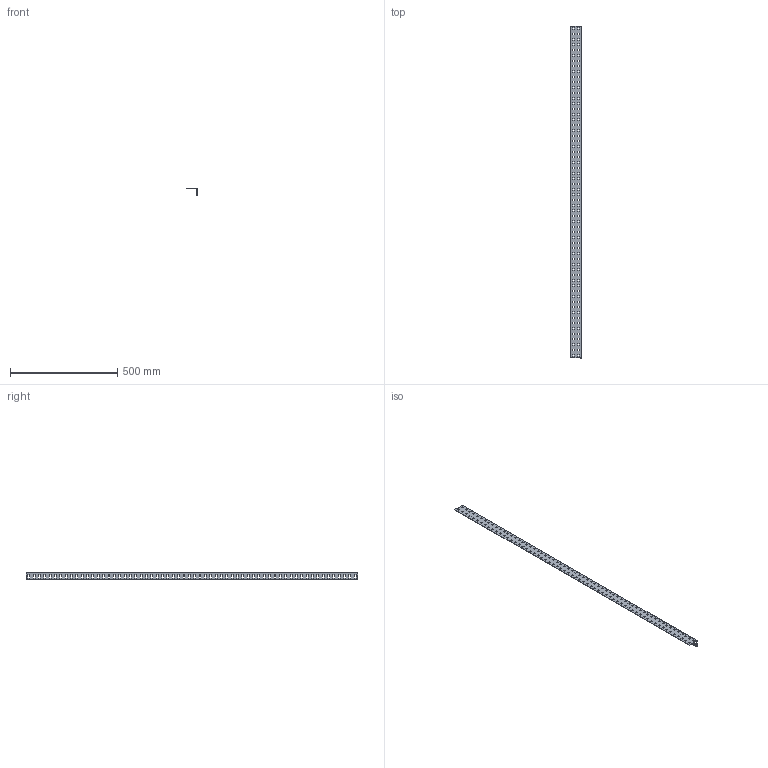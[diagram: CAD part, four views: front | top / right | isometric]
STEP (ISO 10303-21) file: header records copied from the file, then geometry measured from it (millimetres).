
FILE_DESCRIPTION (( 'STEP AP214' ), '1' );
FILE_NAME ('YKV10-UV-1550 鱼铍铌 忮痱桕嚯 1550 TITAN (觐祜. 2.).STEP', '2016-09-22T09:13:47', ( 'user' ), ( '' ), 'SwSTEP 2.0', 'SolidWorks 2014', '' );
FILE_SCHEMA (( 'AUTOMOTIVE_DESIGN' ));
Length unit declared in the file: millimetre
Products named in the file (1): YKV10-UV-1550 鱼铍铌 忮痱桕嚯 1550 TITAN (觐祜. 2.)
Bounding box: 50 x 1550 x 34 mm (x, y, z)
Volume: 223076 mm3; surface area: 242996 mm2
Topology: 1 solids, 1 shells, 752 faces, 2250 edges, 1500 vertices
Faces by surface type: plane 752
Entity records: 25552 total; most frequent: CARTESIAN_POINT 4503, ORIENTED_EDGE 4500, DIRECTION 3756, EDGE_CURVE 2250, VECTOR 2250, LINE 2250, VERTEX_POINT 1500, EDGE_LOOP 1124
